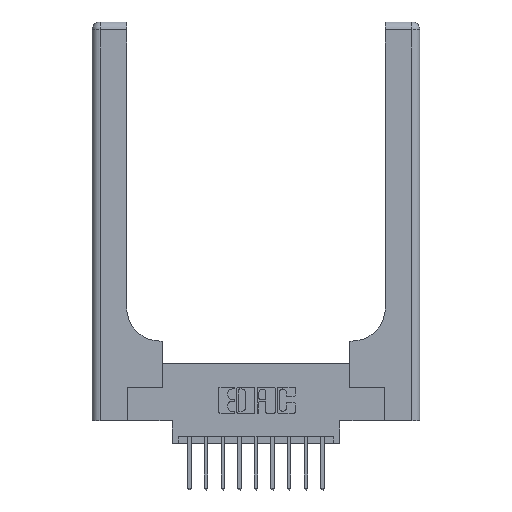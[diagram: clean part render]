
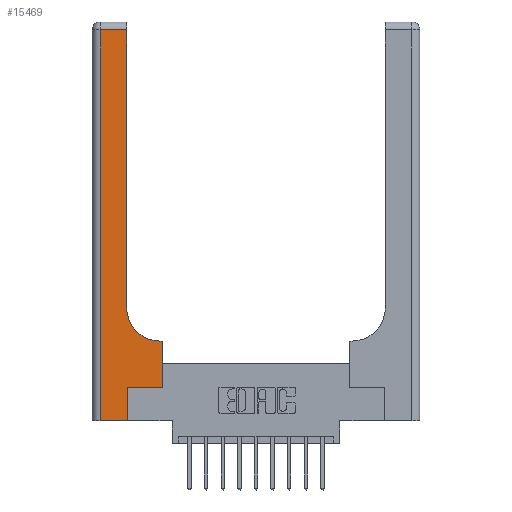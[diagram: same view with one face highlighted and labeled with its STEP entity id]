
A CAD part, top view. The second image highlights one B-rep face of the part: STEP entity #15469.
In plain terms, the highlighted planar face has unit normal (0, 0, 1).
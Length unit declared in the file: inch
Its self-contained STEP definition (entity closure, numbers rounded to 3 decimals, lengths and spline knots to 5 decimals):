
#28 = DIRECTION ( 'NONE',  ( 0., 1., 0. ) ) ;
#180 = EDGE_LOOP ( 'NONE', ( #6910, #2087, #12049, #8625, #13738, #730, #8485, #1690, #1935 ) ) ;
#361 = CARTESIAN_POINT ( 'NONE',  ( 0., 2.94, 0.37 ) ) ;
#577 = DIRECTION ( 'NONE',  ( -1., 0., 0. ) ) ;
#730 = ORIENTED_EDGE ( 'NONE', *, *, #3562, .T. ) ;
#859 = VERTEX_POINT ( 'NONE', #5695 ) ;
#1013 = LINE ( 'NONE', #1818, #13517 ) ;
#1500 = CARTESIAN_POINT ( 'NONE',  ( 0.265, 0.25, 0.37 ) ) ;
#1690 = ORIENTED_EDGE ( 'NONE', *, *, #7745, .T. ) ;
#1811 = EDGE_CURVE ( 'NONE', #15056, #4986, #10060, .T. ) ;
#1816 = VECTOR ( 'NONE', #7986, 39.37008 ) ;
#1818 = CARTESIAN_POINT ( 'NONE',  ( 0.26, 0.6, 0.37 ) ) ;
#1898 = EDGE_CURVE ( 'NONE', #4986, #1909, #2811, .T. ) ;
#1909 = VERTEX_POINT ( 'NONE', #14915 ) ;
#1935 = ORIENTED_EDGE ( 'NONE', *, *, #6007, .T. ) ;
#1956 = VERTEX_POINT ( 'NONE', #4141 ) ;
#2087 = ORIENTED_EDGE ( 'NONE', *, *, #1898, .T. ) ;
#2811 = LINE ( 'NONE', #361, #6063 ) ;
#2944 = PLANE ( 'NONE',  #12476 ) ;
#3065 = CARTESIAN_POINT ( 'NONE',  ( 0.26, 0.85, 0.37 ) ) ;
#3106 = CARTESIAN_POINT ( 'NONE',  ( 0.51, 0.85, 0.37 ) ) ;
#3395 = CARTESIAN_POINT ( 'NONE',  ( 0.26, 2.94, 0.37 ) ) ;
#3562 = EDGE_CURVE ( 'NONE', #1956, #10413, #4079, .T. ) ;
#3564 = VECTOR ( 'NONE', #7589, 39.37008 ) ;
#4036 = DIRECTION ( 'NONE',  ( -1., 0., 0. ) ) ;
#4079 = LINE ( 'NONE', #1500, #6576 ) ;
#4141 = CARTESIAN_POINT ( 'NONE',  ( 0.265, 0.25, 0.37 ) ) ;
#4157 = DIRECTION ( 'NONE',  ( -1., 0., 0. ) ) ;
#4227 = EDGE_CURVE ( 'NONE', #1909, #8162, #14246, .T. ) ;
#4242 = LINE ( 'NONE', #15271, #6733 ) ;
#4292 = CARTESIAN_POINT ( 'NONE',  ( 0.265, 0., 0.37 ) ) ;
#4327 = DIRECTION ( 'NONE',  ( 1., 0., 0. ) ) ;
#4523 = CARTESIAN_POINT ( 'NONE',  ( 0.528, 0.6, 0.37 ) ) ;
#4864 = EDGE_CURVE ( 'NONE', #10413, #10172, #4242, .T. ) ;
#4986 = VERTEX_POINT ( 'NONE', #3395 ) ;
#5462 = VERTEX_POINT ( 'NONE', #4292 ) ;
#5695 = CARTESIAN_POINT ( 'NONE',  ( 0.51, 0.6, 0.37 ) ) ;
#6007 = EDGE_CURVE ( 'NONE', #859, #15056, #8427, .T. ) ;
#6063 = VECTOR ( 'NONE', #4036, 39.37008 ) ;
#6324 = CARTESIAN_POINT ( 'NONE',  ( 0.06, 0., 0.37 ) ) ;
#6364 = DIRECTION ( 'NONE',  ( 0., -1., 0. ) ) ;
#6576 = VECTOR ( 'NONE', #11188, 39.37008 ) ;
#6733 = VECTOR ( 'NONE', #12752, 39.37008 ) ;
#6910 = ORIENTED_EDGE ( 'NONE', *, *, #1811, .T. ) ;
#7014 = FACE_OUTER_BOUND ( 'NONE', #180, .T. ) ;
#7548 = CARTESIAN_POINT ( 'NONE',  ( 0.06, 3., 0.37 ) ) ;
#7589 = DIRECTION ( 'NONE',  ( 0., 1., 0. ) ) ;
#7745 = EDGE_CURVE ( 'NONE', #10172, #859, #1013, .T. ) ;
#7816 = CARTESIAN_POINT ( 'NONE',  ( 0., 3., 0.37 ) ) ;
#7986 = DIRECTION ( 'NONE',  ( 1., 0., 0. ) ) ;
#8162 = VERTEX_POINT ( 'NONE', #6324 ) ;
#8307 = LINE ( 'NONE', #9157, #1816 ) ;
#8427 = CIRCLE ( 'NONE', #10426, 0.25 ) ;
#8485 = ORIENTED_EDGE ( 'NONE', *, *, #4864, .T. ) ;
#8599 = CARTESIAN_POINT ( 'NONE',  ( 0.265, 0., 0.37 ) ) ;
#8625 = ORIENTED_EDGE ( 'NONE', *, *, #13241, .T. ) ;
#8707 = CARTESIAN_POINT ( 'NONE',  ( 0.528, 0.25, 0.37 ) ) ;
#8866 = VECTOR ( 'NONE', #28, 39.37008 ) ;
#9157 = CARTESIAN_POINT ( 'NONE',  ( 0., 0., 0.37 ) ) ;
#10060 = LINE ( 'NONE', #12236, #3564 ) ;
#10172 = VERTEX_POINT ( 'NONE', #4523 ) ;
#10413 = VERTEX_POINT ( 'NONE', #8707 ) ;
#10426 = AXIS2_PLACEMENT_3D ( 'NONE', #3106, #11559, #4327 ) ;
#11078 = VECTOR ( 'NONE', #6364, 39.37008 ) ;
#11188 = DIRECTION ( 'NONE',  ( 1., 0., 0. ) ) ;
#11408 = DIRECTION ( 'NONE',  ( 0., 0., -1. ) ) ;
#11559 = DIRECTION ( 'NONE',  ( 0., 0., -1. ) ) ;
#11635 = LINE ( 'NONE', #8599, #8866 ) ;
#12049 = ORIENTED_EDGE ( 'NONE', *, *, #4227, .T. ) ;
#12236 = CARTESIAN_POINT ( 'NONE',  ( 0.26, 3., 0.37 ) ) ;
#12476 = AXIS2_PLACEMENT_3D ( 'NONE', #7816, #11408, #4157 ) ;
#12752 = DIRECTION ( 'NONE',  ( 0., 1., 0. ) ) ;
#13241 = EDGE_CURVE ( 'NONE', #8162, #5462, #8307, .T. ) ;
#13517 = VECTOR ( 'NONE', #577, 39.37008 ) ;
#13738 = ORIENTED_EDGE ( 'NONE', *, *, #13986, .T. ) ;
#13986 = EDGE_CURVE ( 'NONE', #5462, #1956, #11635, .T. ) ;
#14246 = LINE ( 'NONE', #7548, #11078 ) ;
#14915 = CARTESIAN_POINT ( 'NONE',  ( 0.06, 2.94, 0.37 ) ) ;
#15056 = VERTEX_POINT ( 'NONE', #3065 ) ;
#15271 = CARTESIAN_POINT ( 'NONE',  ( 0.528, 0.25, 0.37 ) ) ;
#15469 = ADVANCED_FACE ( 'NONE', ( #7014 ), #2944, .F. ) ;
